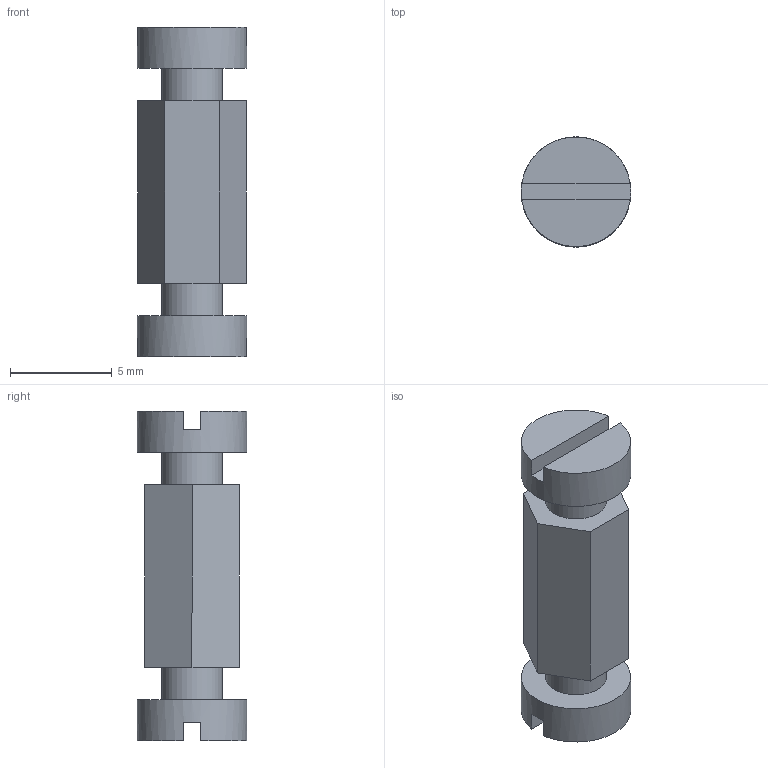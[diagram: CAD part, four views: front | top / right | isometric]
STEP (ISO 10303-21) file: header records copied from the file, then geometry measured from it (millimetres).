
FILE_DESCRIPTION(('FreeCAD Model'),'2;1');
FILE_NAME('Open CASCADE Shape Model','2024-03-26T18:28:44',('Author'),( ''),'Open CASCADE STEP processor 7.6','FreeCAD','Unknown');
FILE_SCHEMA(('AUTOMOTIVE_DESIGN { 1 0 10303 214 1 1 1 1 }'));
Length unit declared in the file: millimetre
Products named in the file (6): Unnamed; Cut001; Lieriö001; Cut; Lieriö; Extrude
Assembly tree (5 placements, depth 2):
  Unnamed
    Cut001
    Lieriö001
    Cut
    Lieriö
    Extrude
Bounding box: 5.4 x 5.4 x 16.2 mm (x, y, z)
Volume: 274.8 mm3; surface area: 416.5 mm2
Topology: 5 solids, 5 shells, 28 faces, 54 edges, 36 vertices
Faces by surface type: plane 24, cylinder 4
Full cylindrical faces by diameter (mm): 3 x2, 5.4 x2
Entity records: 874 total; most frequent: DIRECTION 138, CARTESIAN_POINT 124, ORIENTED_EDGE 108, EDGE_CURVE 54, AXIS2_PLACEMENT_3D 50, LINE 38, VECTOR 38, VERTEX_POINT 36
